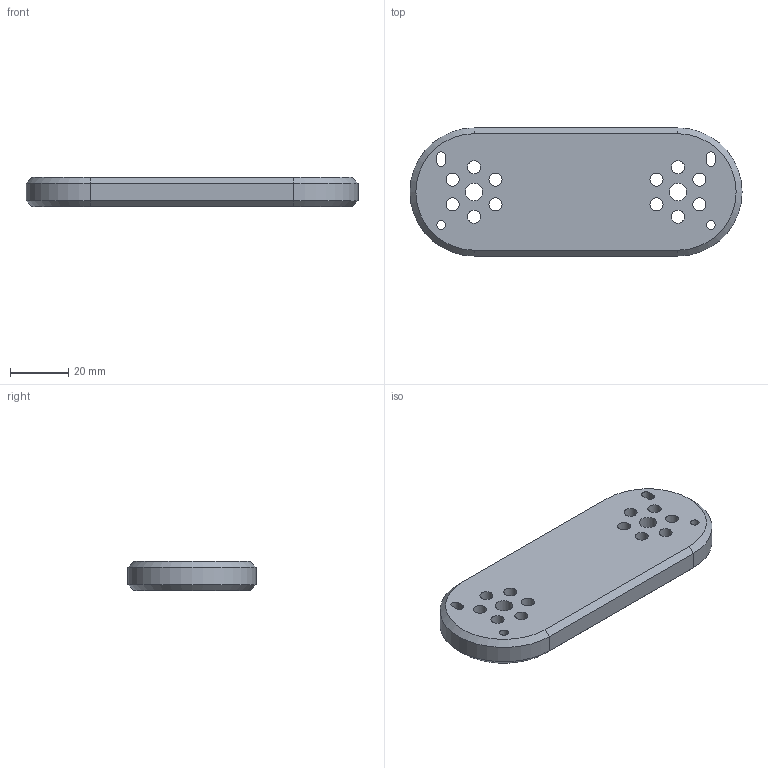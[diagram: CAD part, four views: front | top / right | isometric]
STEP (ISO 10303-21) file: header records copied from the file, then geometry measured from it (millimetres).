
FILE_DESCRIPTION(/* description */ ('STEP AP242','CAx-IF Rec.Pracs.---Representation and Presentation of Product Manufacturing Information (PMI)---4.0---2014-10-13','CAx-IF Rec.Pracs.---3D Tessellated Geometry---0.4---2014-09-14','2;1'),/* implementation_level */ '2;1');
FILE_NAME(/* name */ '66263a3e5aa91e52dd6635b6',/* time_stamp */ '2024-04-22T10:21:51Z',/* author */ (''),/* organization */ (''),/* preprocessor_version */ 'ST-DEVELOPER v20',/* originating_system */ ' ',/* authorisation */ ' ');
FILE_SCHEMA (('AP242_MANAGED_MODEL_BASED_3D_ENGINEERING_MIM_LF { 1 0 10303 442 1 1 4 }'));
Length unit declared in the file: metre
Products named in the file (1): Part 1
Bounding box: 114 x 44 x 10 mm (x, y, z)
Volume: 33985.5 mm3; surface area: 15066.3 mm2
Topology: 1 solids, 1 shells, 97 faces, 228 edges, 150 vertices
Faces by surface type: cylinder 50, plane 37, cone 10
Full cylindrical faces by diameter (mm): 2.113 x6, 3 x2, 4.5 x12, 6 x4, 8 x12
Entity records: 2600 total; most frequent: DIRECTION 472, CARTESIAN_POINT 412, ORIENTED_EDGE 344, AXIS2_PLACEMENT_3D 202, FACE_BOUND 198, EDGE_LOOP 192, EDGE_CURVE 172, VERTEX_POINT 142
